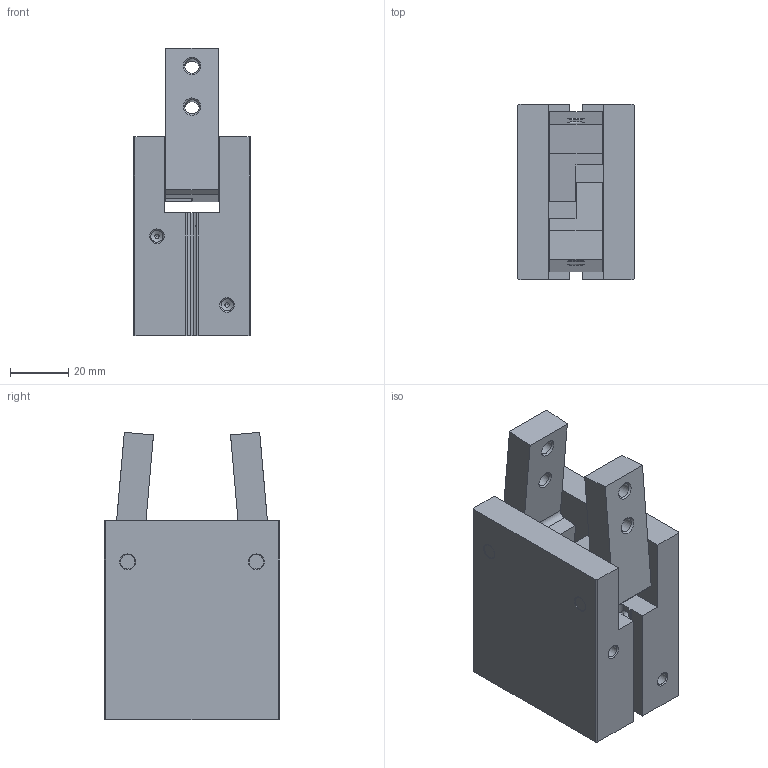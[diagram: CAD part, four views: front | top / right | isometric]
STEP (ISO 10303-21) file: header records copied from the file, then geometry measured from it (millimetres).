
FILE_DESCRIPTION( ( 'STEP AP214' ), '1' );
FILE_NAME( 'MCHA-32(-10).stp', '2020-01-31T15:30:49', ( '' ), ( '' ), ' ', 'PARTsolutions', ' ' );
FILE_SCHEMA( ( 'AUTOMOTIVE_DESIGN { 1 0 10303 214 1 1 1 1 }' ) );
Length unit declared in the file: millimetre
Products named in the file (3): MCHA-32(-10); _MCHA-32_(b); _MCHA-32_(g)
Assembly tree (3 placements, depth 2):
  MCHA-32(-10)
    _MCHA-32_(b)
    _MCHA-32_(g)  x2
Bounding box: 40 x 60 x 98.27 mm (x, y, z)
Volume: 147018.6 mm3; surface area: 33383.8 mm2
Topology: 3 solids, 3 shells, 134 faces, 353 edges, 228 vertices
Faces by surface type: plane 75, cylinder 31, cone 28
Full cylindrical faces by diameter (mm): 1.5 x2, 4.134 x2, 4.917 x10, 5 x8, 34 x1
Entity records: 4104 total; most frequent: CARTESIAN_POINT 579, DIRECTION 538, ORIENTED_EDGE 468, EDGE_CURVE 234, AXIS2_PLACEMENT_3D 191, VERTEX_POINT 180, EDGE_LOOP 172, LINE 156
